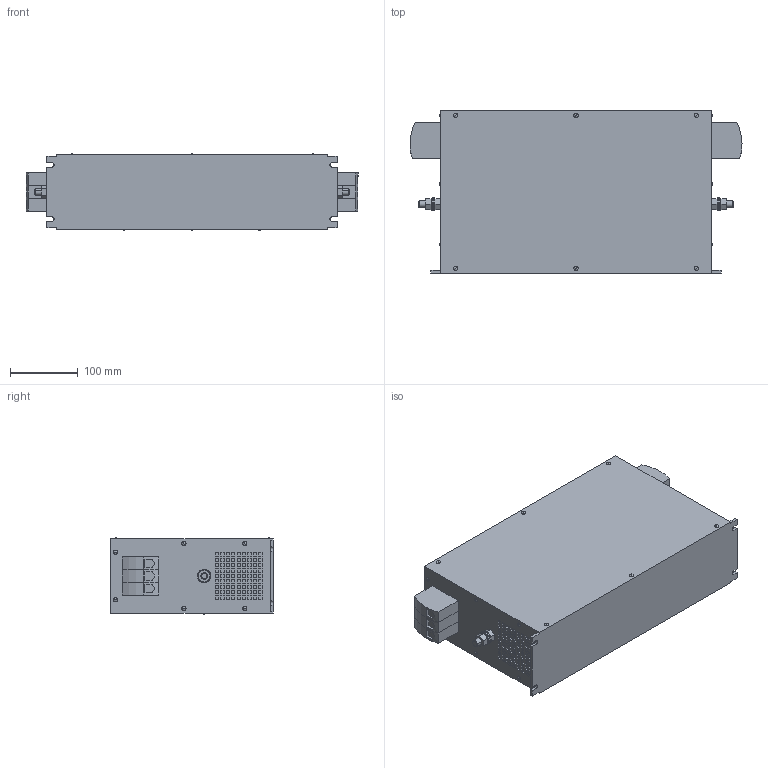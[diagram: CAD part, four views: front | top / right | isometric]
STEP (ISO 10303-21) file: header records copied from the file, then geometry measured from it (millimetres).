
FILE_DESCRIPTION (( 'STEP AP214' ), '1' );
FILE_NAME ('855556.STEP', '2024-08-23T10:36:57', ( '' ), ( '' ), 'SwSTEP 2.0', 'SolidWorks 2022', '' );
FILE_SCHEMA (( 'AUTOMOTIVE_DESIGN' ));
Length unit declared in the file: millimetre
Products named in the file (1): 855556
Bounding box: 490.6 x 240.05 x 112.74 mm (x, y, z)
Volume: 10823305.3 mm3; surface area: 381093.8 mm2
Topology: 1 solids, 19 shells, 2251 faces, 5350 edges, 3559 vertices
Faces by surface type: plane 2071, cylinder 134, sphere 42, cone 4
Entity records: 63902 total; most frequent: CARTESIAN_POINT 11197, ORIENTED_EDGE 10700, DIRECTION 10222, EDGE_CURVE 5350, LINE 4958, VECTOR 4958, VERTEX_POINT 3559, EDGE_LOOP 2685
